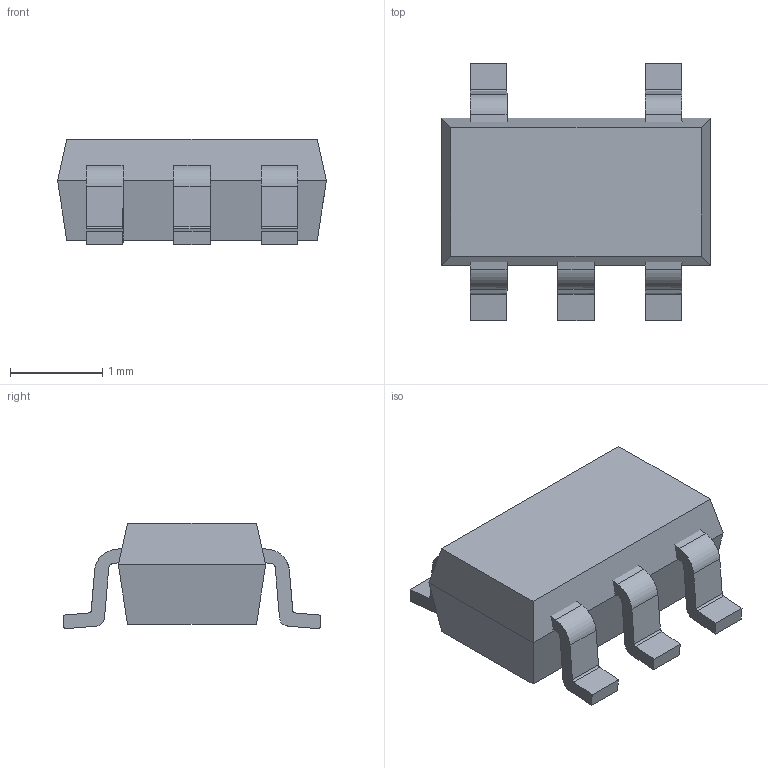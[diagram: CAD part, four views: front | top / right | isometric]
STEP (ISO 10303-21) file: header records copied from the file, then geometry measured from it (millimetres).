
FILE_DESCRIPTION(/* description */ (''),/* implementation_level */ '2;1');
FILE_NAME(/* name */ '111',/* time_stamp */ '2020-03-26T15:43:56+08:00',/* author */ (''),/* organization */ (''),/* preprocessor_version */ 'ST-DEVELOPER v16.5',/* originating_system */ '',/* authorisation */ '');
FILE_SCHEMA (('AUTOMOTIVE_DESIGN'));
Length unit declared in the file: millimetre
Products named in the file (1): Document
Bounding box: 2.92 x 2.8 x 1.15 mm (x, y, z)
Volume: 5 mm3; surface area: 24.6 mm2
Topology: 6 solids, 6 shells, 80 faces, 200 edges, 132 vertices
Faces by surface type: bspline 68, plane 12
Entity records: 2239 total; most frequent: CARTESIAN_POINT 1114, ORIENTED_EDGE 400, EDGE_CURVE 200, VERTEX_POINT 132, ADVANCED_FACE 80, FACE_OUTER_BOUND 80, EDGE_LOOP 80, B_SPLINE_CURVE_WITH_KNOTS 20
